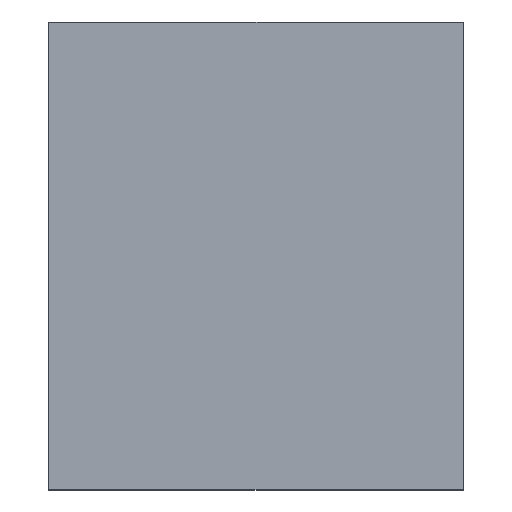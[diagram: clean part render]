
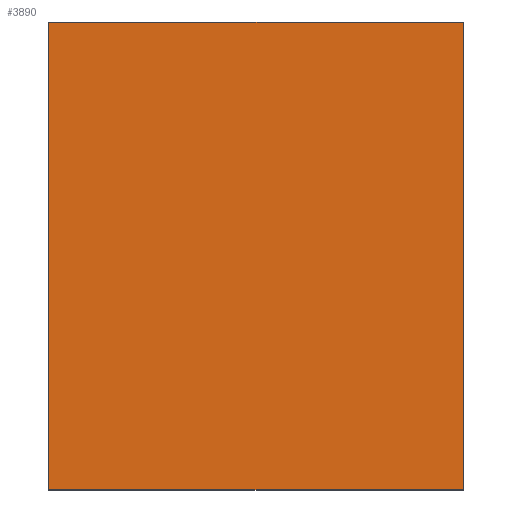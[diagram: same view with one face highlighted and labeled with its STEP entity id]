
A CAD part, top view. The second image highlights one B-rep face of the part: STEP entity #3890.
In plain terms, the highlighted planar face has unit normal (0, 0, 1).
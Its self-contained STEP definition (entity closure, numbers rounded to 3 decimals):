
#158 = EDGE_CURVE ( 'NONE', #2343, #2732, #3062, .T. ) ;
#411 = VECTOR ( 'NONE', #3640, 1000. ) ;
#652 = DIRECTION ( 'NONE',  ( 0., 0., 1. ) ) ;
#753 = EDGE_LOOP ( 'NONE', ( #2105, #4422, #2200, #3082 ) ) ;
#770 = VERTEX_POINT ( 'NONE', #2002 ) ;
#1039 = EDGE_CURVE ( 'NONE', #770, #2343, #4019, .T. ) ;
#1261 = DIRECTION ( 'NONE',  ( 0., 1., 0. ) ) ;
#1479 = EDGE_CURVE ( 'NONE', #1654, #770, #1795, .T. ) ;
#1634 = EDGE_CURVE ( 'NONE', #2732, #1654, #3673, .T. ) ;
#1654 = VERTEX_POINT ( 'NONE', #4434 ) ;
#1795 = LINE ( 'NONE', #1876, #411 ) ;
#1876 = CARTESIAN_POINT ( 'NONE',  ( -58.182, -62.313, 18.808 ) ) ;
#2002 = CARTESIAN_POINT ( 'NONE',  ( 59.349, -62.313, 18.808 ) ) ;
#2105 = ORIENTED_EDGE ( 'NONE', *, *, #158, .T. ) ;
#2200 = ORIENTED_EDGE ( 'NONE', *, *, #1479, .T. ) ;
#2343 = VERTEX_POINT ( 'NONE', #3575 ) ;
#2431 = FACE_OUTER_BOUND ( 'NONE', #753, .T. ) ;
#2706 = DIRECTION ( 'NONE',  ( 0., -1., 0. ) ) ;
#2713 = PLANE ( 'NONE',  #2740 ) ;
#2732 = VERTEX_POINT ( 'NONE', #3296 ) ;
#2740 = AXIS2_PLACEMENT_3D ( 'NONE', #2743, #652, #3733 ) ;
#2743 = CARTESIAN_POINT ( 'NONE',  ( 0., 0., 18.808 ) ) ;
#2938 = CARTESIAN_POINT ( 'NONE',  ( 59.349, -62.313, 18.808 ) ) ;
#2952 = DIRECTION ( 'NONE',  ( -1., 0., 0. ) ) ;
#3062 = LINE ( 'NONE', #3326, #3795 ) ;
#3082 = ORIENTED_EDGE ( 'NONE', *, *, #1039, .T. ) ;
#3138 = VECTOR ( 'NONE', #2706, 1000. ) ;
#3296 = CARTESIAN_POINT ( 'NONE',  ( -58.182, 70.431, 18.808 ) ) ;
#3326 = CARTESIAN_POINT ( 'NONE',  ( 59.349, 70.431, 18.808 ) ) ;
#3414 = VECTOR ( 'NONE', #1261, 1000. ) ;
#3575 = CARTESIAN_POINT ( 'NONE',  ( 59.349, 70.431, 18.808 ) ) ;
#3640 = DIRECTION ( 'NONE',  ( 1., 0., 0. ) ) ;
#3673 = LINE ( 'NONE', #4052, #3138 ) ;
#3733 = DIRECTION ( 'NONE',  ( 1., 0., 0. ) ) ;
#3795 = VECTOR ( 'NONE', #2952, 1000. ) ;
#3890 = ADVANCED_FACE ( 'NONE', ( #2431 ), #2713, .T. ) ;
#4019 = LINE ( 'NONE', #2938, #3414 ) ;
#4052 = CARTESIAN_POINT ( 'NONE',  ( -58.182, 70.431, 18.808 ) ) ;
#4422 = ORIENTED_EDGE ( 'NONE', *, *, #1634, .T. ) ;
#4434 = CARTESIAN_POINT ( 'NONE',  ( -58.182, -62.313, 18.808 ) ) ;
